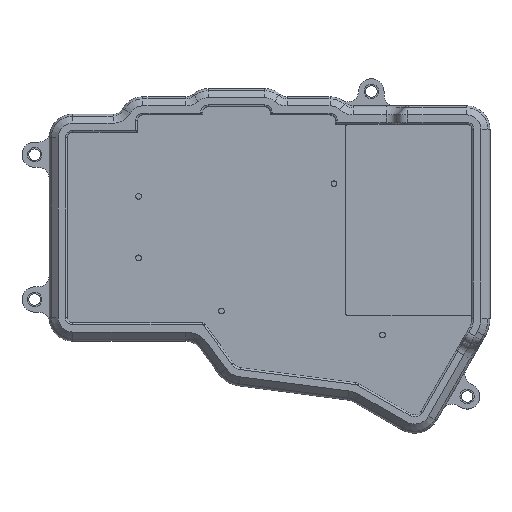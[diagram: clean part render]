
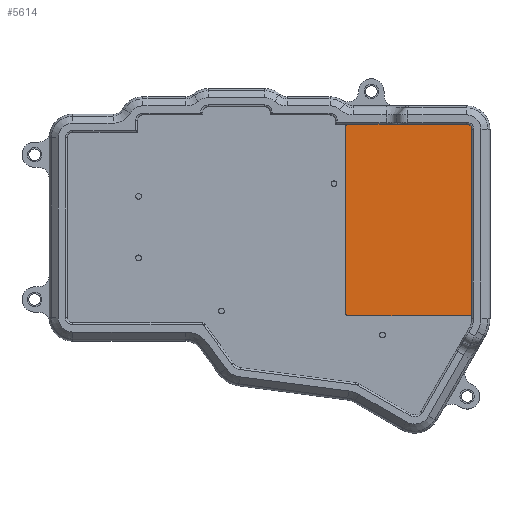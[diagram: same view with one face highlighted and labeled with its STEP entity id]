
A CAD part, top view. The second image highlights one B-rep face of the part: STEP entity #5614.
In plain terms, the highlighted planar face has unit normal (0, 0, 1).
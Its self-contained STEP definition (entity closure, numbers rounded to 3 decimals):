
#249=PLANE('',#6312);
#581=FACE_OUTER_BOUND('',#950,.T.);
#950=EDGE_LOOP('',(#5028,#5029,#5030,#5031,#5032,#5033,#5034,#5035));
#1355=LINE('',#9778,#1803);
#1362=LINE('',#9793,#1810);
#1397=LINE('',#9879,#1845);
#1400=LINE('',#9891,#1848);
#1803=VECTOR('',#7941,10.);
#1810=VECTOR('',#7954,10.);
#1845=VECTOR('',#8069,10.);
#1848=VECTOR('',#8086,10.);
#2208=CIRCLE('',#6263,1.5);
#2214=CIRCLE('',#6303,1.);
#2216=CIRCLE('',#6307,1.);
#2218=CIRCLE('',#6310,1.);
#2678=VERTEX_POINT('',#9775);
#2679=VERTEX_POINT('',#9777);
#2681=VERTEX_POINT('',#9783);
#2684=VERTEX_POINT('',#9791);
#2692=VERTEX_POINT('',#9869);
#2693=VERTEX_POINT('',#9871);
#2695=VERTEX_POINT('',#9877);
#2697=VERTEX_POINT('',#9886);
#3433=EDGE_CURVE('',#2678,#2679,#1355,.T.);
#3437=EDGE_CURVE('',#2681,#2678,#2208,.T.);
#3441=EDGE_CURVE('',#2684,#2681,#1362,.T.);
#3478=EDGE_CURVE('',#2692,#2693,#2214,.T.);
#3482=EDGE_CURVE('',#2695,#2692,#1397,.T.);
#3484=EDGE_CURVE('',#2679,#2695,#2216,.T.);
#3487=EDGE_CURVE('',#2697,#2684,#2218,.T.);
#3489=EDGE_CURVE('',#2693,#2697,#1400,.T.);
#5028=ORIENTED_EDGE('',*,*,#3489,.F.);
#5029=ORIENTED_EDGE('',*,*,#3478,.F.);
#5030=ORIENTED_EDGE('',*,*,#3482,.F.);
#5031=ORIENTED_EDGE('',*,*,#3484,.F.);
#5032=ORIENTED_EDGE('',*,*,#3433,.F.);
#5033=ORIENTED_EDGE('',*,*,#3437,.F.);
#5034=ORIENTED_EDGE('',*,*,#3441,.F.);
#5035=ORIENTED_EDGE('',*,*,#3487,.F.);
#5614=ADVANCED_FACE('',(#581),#249,.T.);
#6263=AXIS2_PLACEMENT_3D('',#9785,#7947,#7948);
#6303=AXIS2_PLACEMENT_3D('',#9872,#8062,#8063);
#6307=AXIS2_PLACEMENT_3D('',#9882,#8074,#8075);
#6310=AXIS2_PLACEMENT_3D('',#9888,#8081,#8082);
#6312=AXIS2_PLACEMENT_3D('',#9892,#8087,#8088);
#7941=DIRECTION('',(0.,-1.,0.));
#7947=DIRECTION('center_axis',(0.,0.,-1.));
#7948=DIRECTION('ref_axis',(1.,0.,0.));
#7954=DIRECTION('',(1.,0.,0.));
#8062=DIRECTION('center_axis',(0.,0.,-1.));
#8063=DIRECTION('ref_axis',(-1.,0.,0.));
#8069=DIRECTION('',(-1.,0.,0.));
#8074=DIRECTION('center_axis',(0.,0.,-1.));
#8075=DIRECTION('ref_axis',(0.,-1.,0.));
#8081=DIRECTION('center_axis',(0.,0.,-1.));
#8082=DIRECTION('ref_axis',(0.,1.,0.));
#8086=DIRECTION('',(0.,1.,0.));
#8087=DIRECTION('center_axis',(0.,0.,1.));
#8088=DIRECTION('ref_axis',(-1.,0.,0.));
#9775=CARTESIAN_POINT('',(111.8,53.48,-3.));
#9777=CARTESIAN_POINT('',(111.8,2.98,-3.));
#9778=CARTESIAN_POINT('',(111.8,2.98,-3.));
#9783=CARTESIAN_POINT('',(110.3,54.98,-3.));
#9785=CARTESIAN_POINT('Origin',(110.3,53.48,-3.));
#9791=CARTESIAN_POINT('',(77.8,54.98,-3.));
#9793=CARTESIAN_POINT('',(110.3,54.98,-3.));
#9869=CARTESIAN_POINT('',(77.8,1.98,-3.));
#9871=CARTESIAN_POINT('',(76.8,2.98,-3.));
#9872=CARTESIAN_POINT('Origin',(77.8,2.98,-3.));
#9877=CARTESIAN_POINT('',(110.8,1.98,-3.));
#9879=CARTESIAN_POINT('',(107.,1.98,-3.));
#9882=CARTESIAN_POINT('Origin',(110.8,2.98,-3.));
#9886=CARTESIAN_POINT('',(76.8,53.98,-3.));
#9888=CARTESIAN_POINT('Origin',(77.8,53.98,-3.));
#9891=CARTESIAN_POINT('',(76.8,2.98,-3.));
#9892=CARTESIAN_POINT('Origin',(94.3,28.48,-3.));
